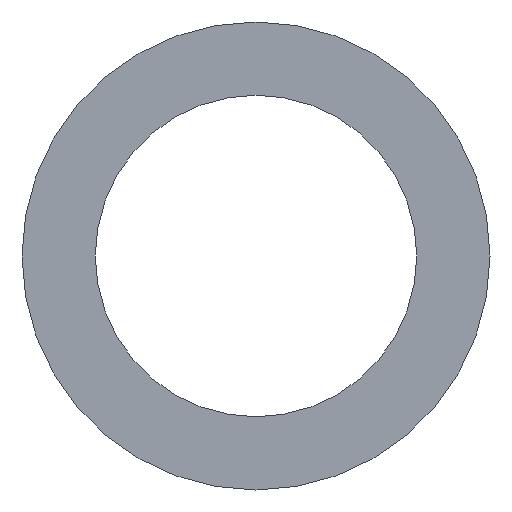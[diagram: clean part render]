
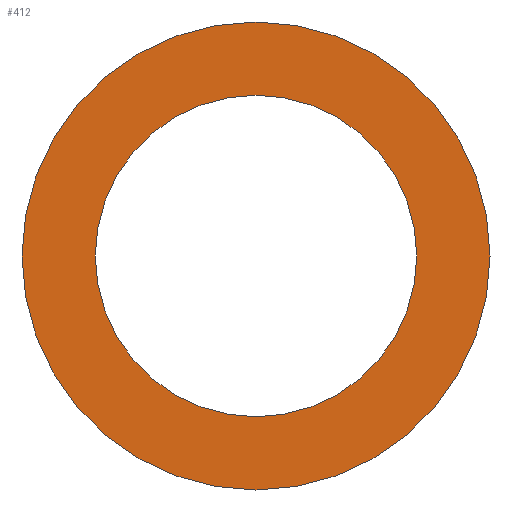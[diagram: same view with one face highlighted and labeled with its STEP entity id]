
A CAD part, left-side view. The second image highlights one B-rep face of the part: STEP entity #412.
In plain terms, the highlighted planar face has unit normal (-1, 0, 0).
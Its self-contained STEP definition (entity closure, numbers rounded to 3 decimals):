
#2 = CARTESIAN_POINT ( 'NONE',  ( -11.25, 0., 17. ) ) ;
#5 = CARTESIAN_POINT ( 'NONE',  ( -11.25, 0., -17. ) ) ;
#26 = DIRECTION ( 'NONE',  ( 0., 0., 1. ) ) ;
#33 = DIRECTION ( 'NONE',  ( -1., 0., 0. ) ) ;
#34 = EDGE_CURVE ( 'NONE', #200, #187, #257, .T. ) ;
#61 = DIRECTION ( 'NONE',  ( 0., 0., 1. ) ) ;
#102 = ORIENTED_EDGE ( 'NONE', *, *, #247, .T. ) ;
#114 = AXIS2_PLACEMENT_3D ( 'NONE', #423, #33, #363 ) ;
#130 = CIRCLE ( 'NONE', #172, 17. ) ;
#132 = CARTESIAN_POINT ( 'NONE',  ( -11.25, 17., 0. ) ) ;
#134 = CIRCLE ( 'NONE', #114, 17. ) ;
#138 = CARTESIAN_POINT ( 'NONE',  ( -11.25, 0., 0. ) ) ;
#151 = EDGE_LOOP ( 'NONE', ( #102, #337 ) ) ;
#155 = CARTESIAN_POINT ( 'NONE',  ( -11.25, 0., 0. ) ) ;
#166 = DIRECTION ( 'NONE',  ( 0., 0., 1. ) ) ;
#168 = EDGE_CURVE ( 'NONE', #201, #185, #130, .T. ) ;
#169 = DIRECTION ( 'NONE',  ( -1., 0., 0. ) ) ;
#172 = AXIS2_PLACEMENT_3D ( 'NONE', #138, #169, #370 ) ;
#175 = ORIENTED_EDGE ( 'NONE', *, *, #262, .F. ) ;
#178 = CIRCLE ( 'NONE', #227, 24.75 ) ;
#185 = VERTEX_POINT ( 'NONE', #5 ) ;
#187 = VERTEX_POINT ( 'NONE', #245 ) ;
#200 = VERTEX_POINT ( 'NONE', #297 ) ;
#201 = VERTEX_POINT ( 'NONE', #2 ) ;
#224 = FACE_OUTER_BOUND ( 'NONE', #151, .T. ) ;
#227 = AXIS2_PLACEMENT_3D ( 'NONE', #263, #355, #61 ) ;
#245 = CARTESIAN_POINT ( 'NONE',  ( -11.25, 0., 24.75 ) ) ;
#247 = EDGE_CURVE ( 'NONE', #187, #200, #178, .T. ) ;
#250 = AXIS2_PLACEMENT_3D ( 'NONE', #155, #287, #26 ) ;
#257 = CIRCLE ( 'NONE', #250, 24.75 ) ;
#262 = EDGE_CURVE ( 'NONE', #185, #201, #134, .T. ) ;
#263 = CARTESIAN_POINT ( 'NONE',  ( -11.25, 0., 0. ) ) ;
#271 = EDGE_LOOP ( 'NONE', ( #406, #175 ) ) ;
#287 = DIRECTION ( 'NONE',  ( -1., 0., 0. ) ) ;
#295 = AXIS2_PLACEMENT_3D ( 'NONE', #132, #335, #166 ) ;
#297 = CARTESIAN_POINT ( 'NONE',  ( -11.25, 0., -24.75 ) ) ;
#335 = DIRECTION ( 'NONE',  ( -1., 0., 0. ) ) ;
#337 = ORIENTED_EDGE ( 'NONE', *, *, #34, .T. ) ;
#355 = DIRECTION ( 'NONE',  ( -1., 0., 0. ) ) ;
#357 = FACE_BOUND ( 'NONE', #271, .T. ) ;
#363 = DIRECTION ( 'NONE',  ( 0., 0., 1. ) ) ;
#370 = DIRECTION ( 'NONE',  ( 0., 0., 1. ) ) ;
#397 = PLANE ( 'NONE',  #295 ) ;
#406 = ORIENTED_EDGE ( 'NONE', *, *, #168, .F. ) ;
#412 = ADVANCED_FACE ( 'NONE', ( #224, #357 ), #397, .T. ) ;
#423 = CARTESIAN_POINT ( 'NONE',  ( -11.25, 0., 0. ) ) ;
